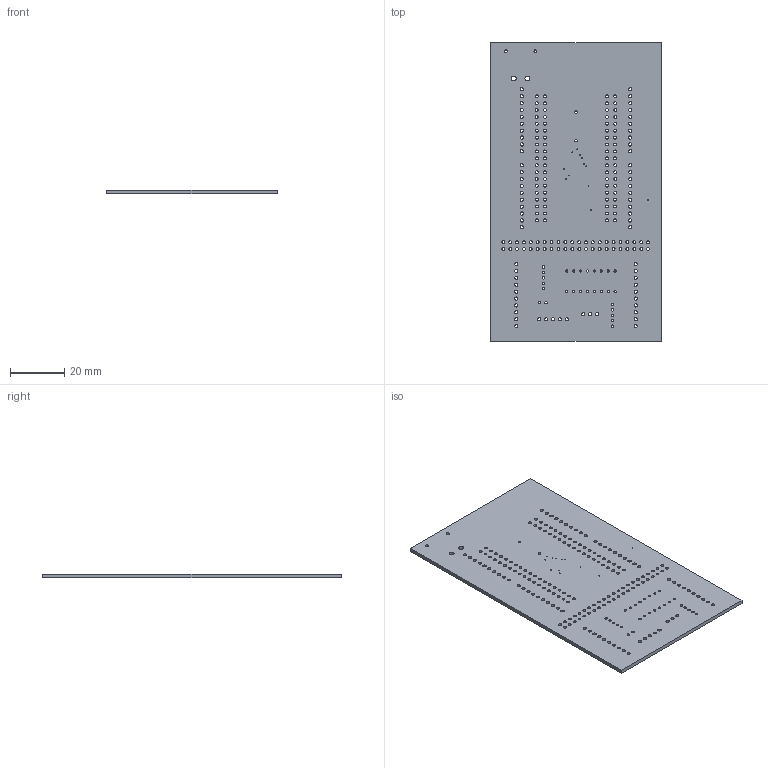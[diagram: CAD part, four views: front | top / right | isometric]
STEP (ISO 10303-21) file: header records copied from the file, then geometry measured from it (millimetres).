
FILE_DESCRIPTION(('Flux electronic assembly'),'2;1');
FILE_NAME('breakoutboard.step','2025-07-16T03:02:36',('Flux'),('Flux' ),'Open CASCADE STEP processor 7.5','Flux to STEP converter', 'Unknown');
FILE_SCHEMA(('AUTOMOTIVE_DESIGN { 1 0 10303 214 1 1 1 1 }'));
Length unit declared in the file: millimetre
Products named in the file (2): breakoutboard 1; input_PCB
Assembly tree (1 placements, depth 2):
  breakoutboard 1
    input_PCB
Bounding box: 63 x 110 x 1.41 mm (x, y, z)
Volume: 9471.9 mm3; surface area: 15008.9 mm2
Topology: 1 solids, 1 shells, 242 faces, 720 edges, 480 vertices
Faces by surface type: cylinder 236, plane 6
Full cylindrical faces by diameter (mm): 0.3 x11, 0.8 x16, 0.9 x10, 0.914 x4, 1.05 x120, 1.1 x2, 1.2 x68, 1.8 x2
Entity records: 9380 total; most frequent: DIRECTION 1680, CARTESIAN_POINT 1444, ORIENTED_EDGE 1440, EDGE_CURVE 720, AXIS2_PLACEMENT_3D 716, FACE_BOUND 710, EDGE_LOOP 710, VERTEX_POINT 480
